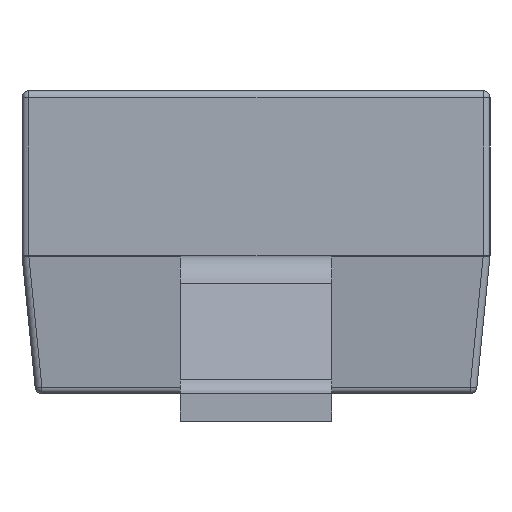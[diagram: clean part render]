
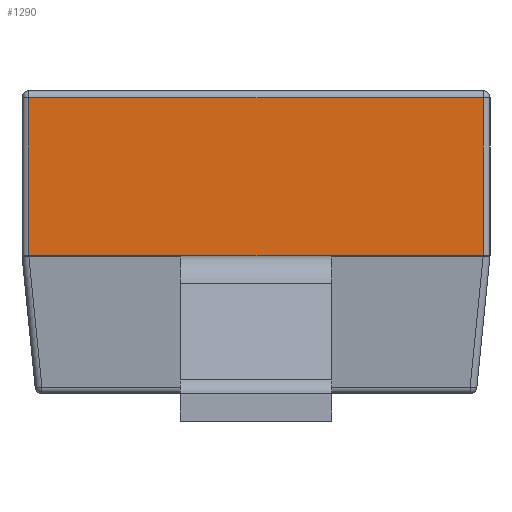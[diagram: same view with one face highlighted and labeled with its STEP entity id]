
A CAD part, left-side view. The second image highlights one B-rep face of the part: STEP entity #1290.
In plain terms, the highlighted planar face has unit normal (-1, 0, 0).
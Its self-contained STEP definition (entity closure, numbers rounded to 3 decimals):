
#158=FACE_OUTER_BOUND('',#240,.T.);
#240=EDGE_LOOP('',(#1135,#1136,#1137,#1138));
#336=LINE('',#2152,#450);
#338=LINE('',#2157,#452);
#347=LINE('',#2194,#461);
#350=LINE('',#2199,#464);
#450=VECTOR('',#1737,10.);
#452=VECTOR('',#1743,10.);
#461=VECTOR('',#1792,10.);
#464=VECTOR('',#1799,10.);
#619=VERTEX_POINT('',#2115);
#629=VERTEX_POINT('',#2150);
#630=VERTEX_POINT('',#2154);
#638=VERTEX_POINT('',#2192);
#777=EDGE_CURVE('',#629,#619,#336,.T.);
#780=EDGE_CURVE('',#619,#630,#338,.T.);
#800=EDGE_CURVE('',#638,#629,#347,.T.);
#804=EDGE_CURVE('',#630,#638,#350,.T.);
#1135=ORIENTED_EDGE('',*,*,#777,.F.);
#1136=ORIENTED_EDGE('',*,*,#800,.F.);
#1137=ORIENTED_EDGE('',*,*,#804,.F.);
#1138=ORIENTED_EDGE('',*,*,#780,.F.);
#1210=PLANE('',#1440);
#1290=ADVANCED_FACE('',(#158),#1210,.T.);
#1440=AXIS2_PLACEMENT_3D('',#2220,#1835,#1836);
#1737=DIRECTION('',(0.,1.,0.));
#1743=DIRECTION('',(0.,0.,1.));
#1792=DIRECTION('',(0.,0.,-1.));
#1799=DIRECTION('',(0.,-1.,0.));
#1835=DIRECTION('center_axis',(-1.,0.,0.));
#1836=DIRECTION('ref_axis',(0.,-1.,0.));
#2115=CARTESIAN_POINT('',(-1.35,0.825,0.601));
#2150=CARTESIAN_POINT('',(-1.35,-0.825,0.601));
#2152=CARTESIAN_POINT('',(-1.35,0.638,0.601));
#2154=CARTESIAN_POINT('',(-1.35,0.825,1.175));
#2157=CARTESIAN_POINT('',(-1.35,0.825,0.));
#2192=CARTESIAN_POINT('',(-1.35,-0.825,1.175));
#2194=CARTESIAN_POINT('',(-1.35,-0.825,0.));
#2199=CARTESIAN_POINT('',(-1.35,0.425,1.175));
#2220=CARTESIAN_POINT('Origin',(-1.35,0.85,0.));
